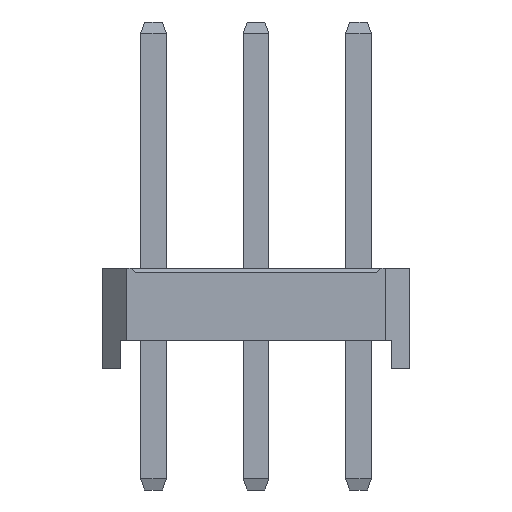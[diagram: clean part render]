
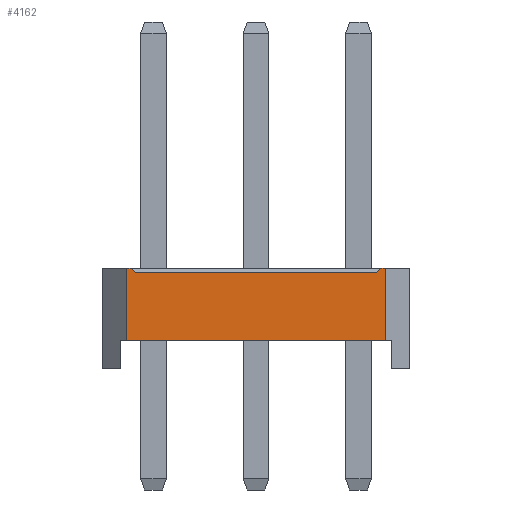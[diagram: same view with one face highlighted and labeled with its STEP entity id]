
A CAD part, left-side view. The second image highlights one B-rep face of the part: STEP entity #4162.
In plain terms, the highlighted planar face has unit normal (-1, 0, 0).
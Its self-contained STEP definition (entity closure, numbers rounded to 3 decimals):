
#40 = VERTEX_POINT('',#41);
#41 = CARTESIAN_POINT('',(-6.32,-3.21,0.7));
#47 = EDGE_CURVE('',#48,#40,#50,.T.);
#48 = VERTEX_POINT('',#49);
#49 = CARTESIAN_POINT('',(-6.32,3.21,0.7));
#50 = LINE('',#51,#52);
#51 = CARTESIAN_POINT('',(-6.32,3.21,0.7));
#52 = VECTOR('',#53,1.);
#53 = DIRECTION('',(0.,-1.,0.));
#926 = VERTEX_POINT('',#927);
#927 = CARTESIAN_POINT('',(-6.32,3.21,2.5));
#933 = EDGE_CURVE('',#926,#934,#936,.T.);
#934 = VERTEX_POINT('',#935);
#935 = CARTESIAN_POINT('',(-6.32,3.09,2.5));
#936 = LINE('',#937,#938);
#937 = CARTESIAN_POINT('',(-6.32,3.21,2.5));
#938 = VECTOR('',#939,1.);
#939 = DIRECTION('',(0.,-1.,0.));
#958 = VERTEX_POINT('',#959);
#959 = CARTESIAN_POINT('',(-6.32,-3.09,2.5));
#965 = EDGE_CURVE('',#958,#966,#968,.T.);
#966 = VERTEX_POINT('',#967);
#967 = CARTESIAN_POINT('',(-6.32,-3.21,2.5));
#968 = LINE('',#969,#970);
#969 = CARTESIAN_POINT('',(-6.32,-3.09,2.5));
#970 = VECTOR('',#971,1.);
#971 = DIRECTION('',(0.,-1.,0.));
#4151 = EDGE_CURVE('',#40,#966,#4152,.T.);
#4152 = LINE('',#4153,#4154);
#4153 = CARTESIAN_POINT('',(-6.32,-3.21,0.7));
#4154 = VECTOR('',#4155,1.);
#4155 = DIRECTION('',(0.,0.,1.));
#4162 = ADVANCED_FACE('',(#4163),#4197,.T.);
#4163 = FACE_BOUND('',#4164,.T.);
#4164 = EDGE_LOOP('',(#4165,#4173,#4181,#4187,#4188,#4194,#4195,#4196));
#4165 = ORIENTED_EDGE('',*,*,#4166,.T.);
#4166 = EDGE_CURVE('',#958,#4167,#4169,.T.);
#4167 = VERTEX_POINT('',#4168);
#4168 = CARTESIAN_POINT('',(-6.32,-2.99,2.4));
#4169 = LINE('',#4170,#4171);
#4170 = CARTESIAN_POINT('',(-6.32,-3.09,2.5));
#4171 = VECTOR('',#4172,1.);
#4172 = DIRECTION('',(0.,0.707,-0.707));
#4173 = ORIENTED_EDGE('',*,*,#4174,.T.);
#4174 = EDGE_CURVE('',#4167,#4175,#4177,.T.);
#4175 = VERTEX_POINT('',#4176);
#4176 = CARTESIAN_POINT('',(-6.32,2.99,2.4));
#4177 = LINE('',#4178,#4179);
#4178 = CARTESIAN_POINT('',(-6.32,-2.99,2.4));
#4179 = VECTOR('',#4180,1.);
#4180 = DIRECTION('',(0.,1.,0.));
#4181 = ORIENTED_EDGE('',*,*,#4182,.T.);
#4182 = EDGE_CURVE('',#4175,#934,#4183,.T.);
#4183 = LINE('',#4184,#4185);
#4184 = CARTESIAN_POINT('',(-6.32,2.99,2.4));
#4185 = VECTOR('',#4186,1.);
#4186 = DIRECTION('',(0.,0.707,0.707));
#4187 = ORIENTED_EDGE('',*,*,#933,.F.);
#4188 = ORIENTED_EDGE('',*,*,#4189,.F.);
#4189 = EDGE_CURVE('',#48,#926,#4190,.T.);
#4190 = LINE('',#4191,#4192);
#4191 = CARTESIAN_POINT('',(-6.32,3.21,0.7));
#4192 = VECTOR('',#4193,1.);
#4193 = DIRECTION('',(0.,0.,1.));
#4194 = ORIENTED_EDGE('',*,*,#47,.T.);
#4195 = ORIENTED_EDGE('',*,*,#4151,.T.);
#4196 = ORIENTED_EDGE('',*,*,#965,.F.);
#4197 = PLANE('',#4198);
#4198 = AXIS2_PLACEMENT_3D('',#4199,#4200,#4201);
#4199 = CARTESIAN_POINT('',(-6.32,3.21,0.));
#4200 = DIRECTION('',(-1.,0.,0.));
#4201 = DIRECTION('',(0.,-1.,0.));
